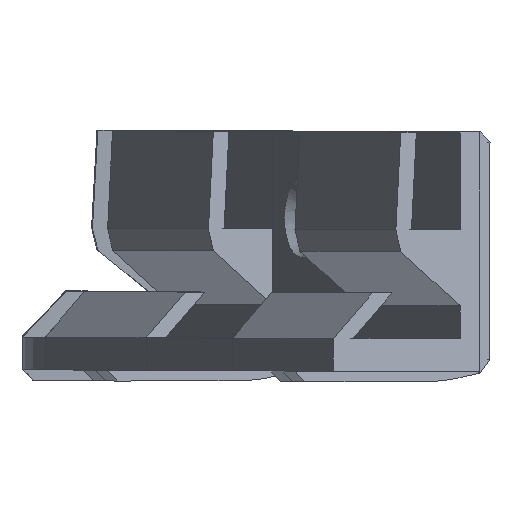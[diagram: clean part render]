
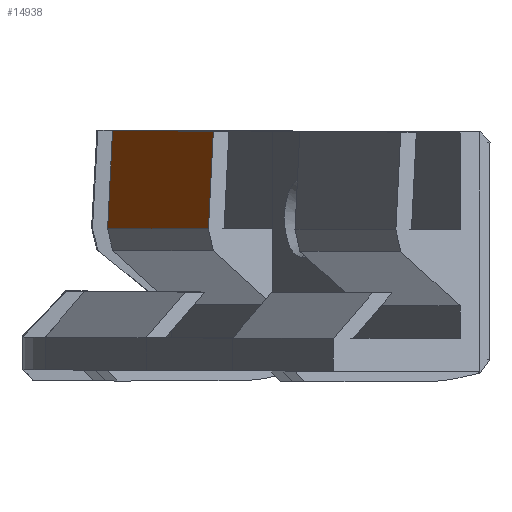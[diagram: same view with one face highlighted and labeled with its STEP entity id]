
A CAD part, left-side view. The second image highlights one B-rep face of the part: STEP entity #14938.
In plain terms, the highlighted face is planar.
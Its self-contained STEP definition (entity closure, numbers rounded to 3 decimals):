
#13043 = PLANE('',#13044);
#13044 = AXIS2_PLACEMENT_3D('',#13045,#13046,#13047);
#13045 = CARTESIAN_POINT('',(-10.5,5.766,9.503));
#13046 = DIRECTION('',(-1.,0.,0.));
#13047 = DIRECTION('',(0.,0.,1.));
#13477 = PLANE('',#13478);
#13478 = AXIS2_PLACEMENT_3D('',#13479,#13480,#13481);
#13479 = CARTESIAN_POINT('',(10.5,5.766,9.503));
#13480 = DIRECTION('',(-1.,0.,0.));
#13481 = DIRECTION('',(0.,0.,1.));
#13737 = VERTEX_POINT('',#13738);
#13738 = CARTESIAN_POINT('',(-10.5,8.1,22.));
#13752 = PLANE('',#13753);
#13753 = AXIS2_PLACEMENT_3D('',#13754,#13755,#13756);
#13754 = CARTESIAN_POINT('',(0.,6.5,22.));
#13755 = DIRECTION('',(0.,0.,-1.));
#13756 = DIRECTION('',(0.,1.,0.));
#13764 = EDGE_CURVE('',#13737,#13765,#13767,.T.);
#13765 = VERTEX_POINT('',#13766);
#13766 = CARTESIAN_POINT('',(-10.5,8.6,13.));
#13767 = SURFACE_CURVE('',#13768,(#13772,#13779),.PCURVE_S1.);
#13768 = LINE('',#13769,#13770);
#13769 = CARTESIAN_POINT('',(-10.5,8.1,22.));
#13770 = VECTOR('',#13771,1.);
#13771 = DIRECTION('',(0.,0.055,-0.998));
#13772 = PCURVE('',#13043,#13773);
#13773 = DEFINITIONAL_REPRESENTATION('',(#13774),#13778);
#13774 = LINE('',#13775,#13776);
#13775 = CARTESIAN_POINT('',(12.497,2.334));
#13776 = VECTOR('',#13777,1.);
#13777 = DIRECTION('',(-0.998,0.055));
#13778 = ( GEOMETRIC_REPRESENTATION_CONTEXT(2) 
PARAMETRIC_REPRESENTATION_CONTEXT() REPRESENTATION_CONTEXT('2D SPACE',''
  ) );
#13779 = PCURVE('',#13780,#13785);
#13780 = PLANE('',#13781);
#13781 = AXIS2_PLACEMENT_3D('',#13782,#13783,#13784);
#13782 = CARTESIAN_POINT('',(0.,8.1,22.));
#13783 = DIRECTION('',(-0.,-0.998,-0.055));
#13784 = DIRECTION('',(0.,0.055,-0.998));
#13785 = DEFINITIONAL_REPRESENTATION('',(#13786),#13790);
#13786 = LINE('',#13787,#13788);
#13787 = CARTESIAN_POINT('',(0.,-10.5));
#13788 = VECTOR('',#13789,1.);
#13789 = DIRECTION('',(1.,0.));
#13790 = ( GEOMETRIC_REPRESENTATION_CONTEXT(2) 
PARAMETRIC_REPRESENTATION_CONTEXT() REPRESENTATION_CONTEXT('2D SPACE',''
  ) );
#13808 = PLANE('',#13809);
#13809 = AXIS2_PLACEMENT_3D('',#13810,#13811,#13812);
#13810 = CARTESIAN_POINT('',(0.,8.6,13.));
#13811 = DIRECTION('',(0.,-0.97,0.243));
#13812 = DIRECTION('',(-0.,-0.243,-0.97));
#14583 = VERTEX_POINT('',#14584);
#14584 = CARTESIAN_POINT('',(10.5,8.1,22.));
#14605 = EDGE_CURVE('',#14583,#14606,#14608,.T.);
#14606 = VERTEX_POINT('',#14607);
#14607 = CARTESIAN_POINT('',(10.5,8.6,13.));
#14608 = SURFACE_CURVE('',#14609,(#14613,#14620),.PCURVE_S1.);
#14609 = LINE('',#14610,#14611);
#14610 = CARTESIAN_POINT('',(10.5,8.1,22.));
#14611 = VECTOR('',#14612,1.);
#14612 = DIRECTION('',(0.,0.055,-0.998));
#14613 = PCURVE('',#13477,#14614);
#14614 = DEFINITIONAL_REPRESENTATION('',(#14615),#14619);
#14615 = LINE('',#14616,#14617);
#14616 = CARTESIAN_POINT('',(12.497,2.334));
#14617 = VECTOR('',#14618,1.);
#14618 = DIRECTION('',(-0.998,0.055));
#14619 = ( GEOMETRIC_REPRESENTATION_CONTEXT(2) 
PARAMETRIC_REPRESENTATION_CONTEXT() REPRESENTATION_CONTEXT('2D SPACE',''
  ) );
#14620 = PCURVE('',#13780,#14621);
#14621 = DEFINITIONAL_REPRESENTATION('',(#14622),#14626);
#14622 = LINE('',#14623,#14624);
#14623 = CARTESIAN_POINT('',(0.,10.5));
#14624 = VECTOR('',#14625,1.);
#14625 = DIRECTION('',(1.,0.));
#14626 = ( GEOMETRIC_REPRESENTATION_CONTEXT(2) 
PARAMETRIC_REPRESENTATION_CONTEXT() REPRESENTATION_CONTEXT('2D SPACE',''
  ) );
#14916 = EDGE_CURVE('',#14583,#13737,#14917,.T.);
#14917 = SURFACE_CURVE('',#14918,(#14922,#14929),.PCURVE_S1.);
#14918 = LINE('',#14919,#14920);
#14919 = CARTESIAN_POINT('',(10.5,8.1,22.));
#14920 = VECTOR('',#14921,1.);
#14921 = DIRECTION('',(-1.,0.,0.));
#14922 = PCURVE('',#13752,#14923);
#14923 = DEFINITIONAL_REPRESENTATION('',(#14924),#14928);
#14924 = LINE('',#14925,#14926);
#14925 = CARTESIAN_POINT('',(1.6,10.5));
#14926 = VECTOR('',#14927,1.);
#14927 = DIRECTION('',(0.,-1.));
#14928 = ( GEOMETRIC_REPRESENTATION_CONTEXT(2) 
PARAMETRIC_REPRESENTATION_CONTEXT() REPRESENTATION_CONTEXT('2D SPACE',''
  ) );
#14929 = PCURVE('',#13780,#14930);
#14930 = DEFINITIONAL_REPRESENTATION('',(#14931),#14935);
#14931 = LINE('',#14932,#14933);
#14932 = CARTESIAN_POINT('',(0.,10.5));
#14933 = VECTOR('',#14934,1.);
#14934 = DIRECTION('',(0.,-1.));
#14935 = ( GEOMETRIC_REPRESENTATION_CONTEXT(2) 
PARAMETRIC_REPRESENTATION_CONTEXT() REPRESENTATION_CONTEXT('2D SPACE',''
  ) );
#14938 = ADVANCED_FACE('',(#14939),#13780,.F.);
#14939 = FACE_BOUND('',#14940,.F.);
#14940 = EDGE_LOOP('',(#14941,#14942,#14963,#14964));
#14941 = ORIENTED_EDGE('',*,*,#13764,.T.);
#14942 = ORIENTED_EDGE('',*,*,#14943,.F.);
#14943 = EDGE_CURVE('',#14606,#13765,#14944,.T.);
#14944 = SURFACE_CURVE('',#14945,(#14949,#14956),.PCURVE_S1.);
#14945 = LINE('',#14946,#14947);
#14946 = CARTESIAN_POINT('',(10.5,8.6,13.));
#14947 = VECTOR('',#14948,1.);
#14948 = DIRECTION('',(-1.,0.,0.));
#14949 = PCURVE('',#13780,#14950);
#14950 = DEFINITIONAL_REPRESENTATION('',(#14951),#14955);
#14951 = LINE('',#14952,#14953);
#14952 = CARTESIAN_POINT('',(9.014,10.5));
#14953 = VECTOR('',#14954,1.);
#14954 = DIRECTION('',(0.,-1.));
#14955 = ( GEOMETRIC_REPRESENTATION_CONTEXT(2) 
PARAMETRIC_REPRESENTATION_CONTEXT() REPRESENTATION_CONTEXT('2D SPACE',''
  ) );
#14956 = PCURVE('',#13808,#14957);
#14957 = DEFINITIONAL_REPRESENTATION('',(#14958),#14962);
#14958 = LINE('',#14959,#14960);
#14959 = CARTESIAN_POINT('',(-0.,10.5));
#14960 = VECTOR('',#14961,1.);
#14961 = DIRECTION('',(0.,-1.));
#14962 = ( GEOMETRIC_REPRESENTATION_CONTEXT(2) 
PARAMETRIC_REPRESENTATION_CONTEXT() REPRESENTATION_CONTEXT('2D SPACE',''
  ) );
#14963 = ORIENTED_EDGE('',*,*,#14605,.F.);
#14964 = ORIENTED_EDGE('',*,*,#14916,.T.);
